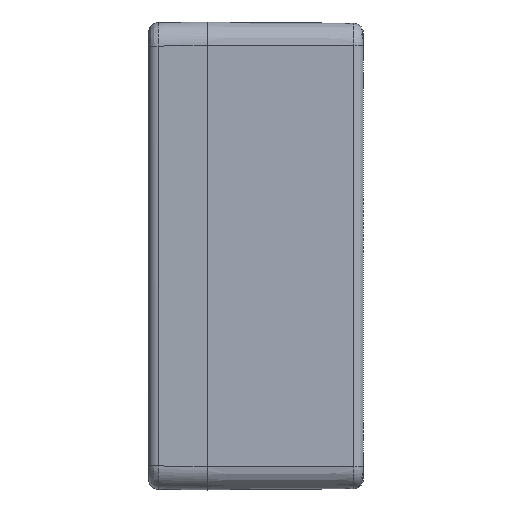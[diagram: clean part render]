
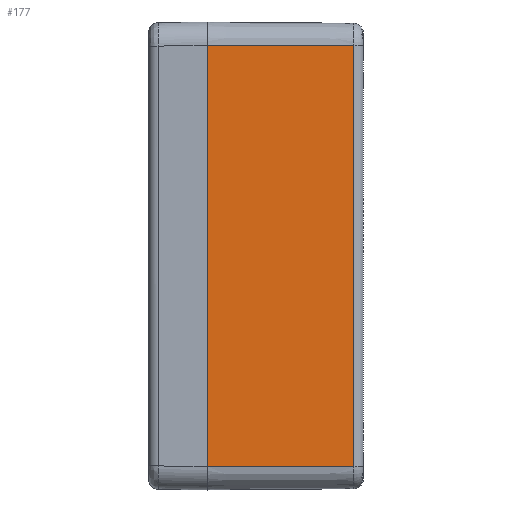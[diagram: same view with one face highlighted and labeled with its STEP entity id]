
A CAD part, left-side view. The second image highlights one B-rep face of the part: STEP entity #177.
In plain terms, the highlighted planar face has unit normal (-1, -0.009, 0).
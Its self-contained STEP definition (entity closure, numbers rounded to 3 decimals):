
#177 = ADVANCED_FACE ( 'NONE', ( #362 ), #694, .T. ) ;
#362 = FACE_OUTER_BOUND ( 'NONE', #10785, .T. ) ;
#694 = PLANE ( 'NONE',  #4397 ) ;
#735 = VERTEX_POINT ( 'NONE', #20368 ) ;
#799 = VECTOR ( 'NONE', #8478, 1000. ) ;
#916 = ORIENTED_EDGE ( 'NONE', *, *, #10519, .T. ) ;
#1060 = VERTEX_POINT ( 'NONE', #5959 ) ;
#1512 = CARTESIAN_POINT ( 'NONE',  ( -61., 40., 54. ) ) ;
#3161 = VERTEX_POINT ( 'NONE', #1512 ) ;
#4271 = DIRECTION ( 'NONE',  ( -0.009, 1., 0. ) ) ;
#4397 = AXIS2_PLACEMENT_3D ( 'NONE', #18097, #20276, #4271 ) ;
#5234 = CARTESIAN_POINT ( 'NONE',  ( -60.673, 2.478, 54. ) ) ;
#5724 = LINE ( 'NONE', #11172, #19086 ) ;
#5959 = CARTESIAN_POINT ( 'NONE',  ( -60.673, 2.478, -54. ) ) ;
#6607 = EDGE_CURVE ( 'NONE', #3161, #12818, #13196, .T. ) ;
#7415 = DIRECTION ( 'NONE',  ( 0.009, -1., 0. ) ) ;
#7727 = VECTOR ( 'NONE', #7415, 1000. ) ;
#8435 = LINE ( 'NONE', #10068, #13408 ) ;
#8478 = DIRECTION ( 'NONE',  ( 0., 0., -1. ) ) ;
#10068 = CARTESIAN_POINT ( 'NONE',  ( -61., 40., -54. ) ) ;
#10519 = EDGE_CURVE ( 'NONE', #3161, #735, #5724, .T. ) ;
#10785 = EDGE_LOOP ( 'NONE', ( #18072, #916, #14491, #19227 ) ) ;
#11058 = DIRECTION ( 'NONE',  ( 0., 0., -1. ) ) ;
#11172 = CARTESIAN_POINT ( 'NONE',  ( -61., 40., 54. ) ) ;
#12818 = VERTEX_POINT ( 'NONE', #16408 ) ;
#13196 = LINE ( 'NONE', #16784, #7727 ) ;
#13408 = VECTOR ( 'NONE', #22726, 1000. ) ;
#14491 = ORIENTED_EDGE ( 'NONE', *, *, #18936, .T. ) ;
#16408 = CARTESIAN_POINT ( 'NONE',  ( -60.673, 2.478, 54. ) ) ;
#16784 = CARTESIAN_POINT ( 'NONE',  ( -61., 40., 54. ) ) ;
#17424 = LINE ( 'NONE', #5234, #799 ) ;
#18072 = ORIENTED_EDGE ( 'NONE', *, *, #6607, .F. ) ;
#18097 = CARTESIAN_POINT ( 'NONE',  ( -61., 40., -63.259 ) ) ;
#18936 = EDGE_CURVE ( 'NONE', #735, #1060, #8435, .T. ) ;
#19086 = VECTOR ( 'NONE', #11058, 1000. ) ;
#19227 = ORIENTED_EDGE ( 'NONE', *, *, #22796, .F. ) ;
#20276 = DIRECTION ( 'NONE',  ( -1., -0.009, 0. ) ) ;
#20368 = CARTESIAN_POINT ( 'NONE',  ( -61., 40., -54. ) ) ;
#22726 = DIRECTION ( 'NONE',  ( 0.009, -1., 0. ) ) ;
#22796 = EDGE_CURVE ( 'NONE', #12818, #1060, #17424, .T. ) ;
